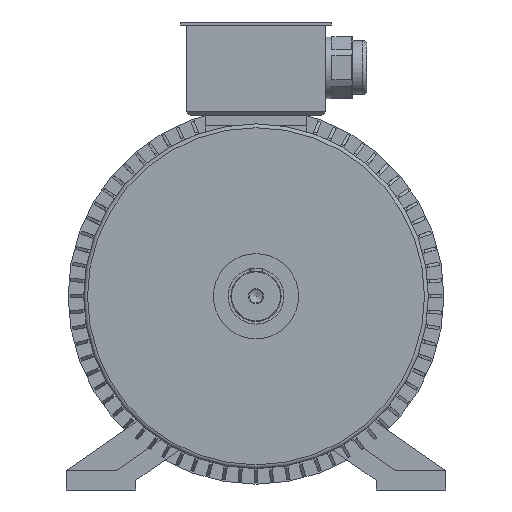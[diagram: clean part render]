
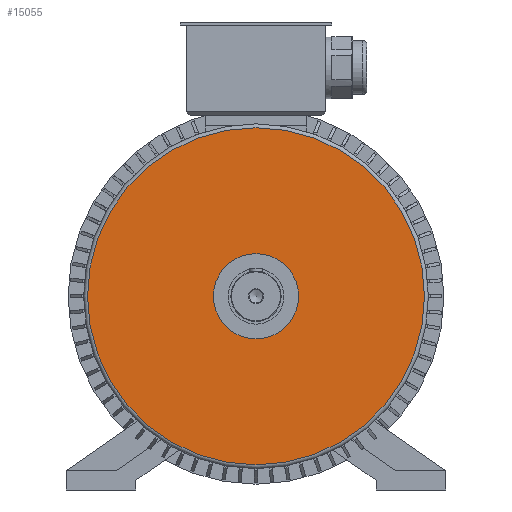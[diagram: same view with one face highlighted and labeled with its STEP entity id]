
A CAD part, front view. The second image highlights one B-rep face of the part: STEP entity #15055.
In plain terms, the highlighted planar face has unit normal (0, -1, 0).
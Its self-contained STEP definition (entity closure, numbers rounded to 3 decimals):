
#597=CIRCLE('',#15918,217.5);
#598=CIRCLE('',#15919,55.);
#1632=ORIENTED_EDGE('',*,*,#4864,.T.);
#1633=ORIENTED_EDGE('',*,*,#4865,.T.);
#4864=EDGE_CURVE('',#6444,#6444,#597,.F.);
#4865=EDGE_CURVE('',#6445,#6445,#598,.T.);
#6444=VERTEX_POINT('',#21253);
#6445=VERTEX_POINT('',#21255);
#9178=EDGE_LOOP('',(#1632));
#9179=EDGE_LOOP('',(#1633));
#9820=FACE_BOUND('',#9178,.T.);
#9821=FACE_BOUND('',#9179,.T.);
#10442=PLANE('',#15917);
#15055=ADVANCED_FACE('',(#9820,#9821),#10442,.F.);
#15917=AXIS2_PLACEMENT_3D('',#21251,#17787,#17788);
#15918=AXIS2_PLACEMENT_3D('',#21252,#17789,#17790);
#15919=AXIS2_PLACEMENT_3D('',#21254,#17791,#17792);
#17787=DIRECTION('',(0.,1.,0.));
#17788=DIRECTION('',(0.,0.,1.));
#17789=DIRECTION('',(0.,1.,0.));
#17790=DIRECTION('',(0.,0.,1.));
#17791=DIRECTION('',(0.,1.,0.));
#17792=DIRECTION('',(1.,0.,0.));
#21251=CARTESIAN_POINT('',(0.,-60.,0.));
#21252=CARTESIAN_POINT('',(0.,-60.,0.));
#21253=CARTESIAN_POINT('',(0.,-60.,217.5));
#21254=CARTESIAN_POINT('',(0.,-60.,0.));
#21255=CARTESIAN_POINT('',(55.,-60.,0.));
